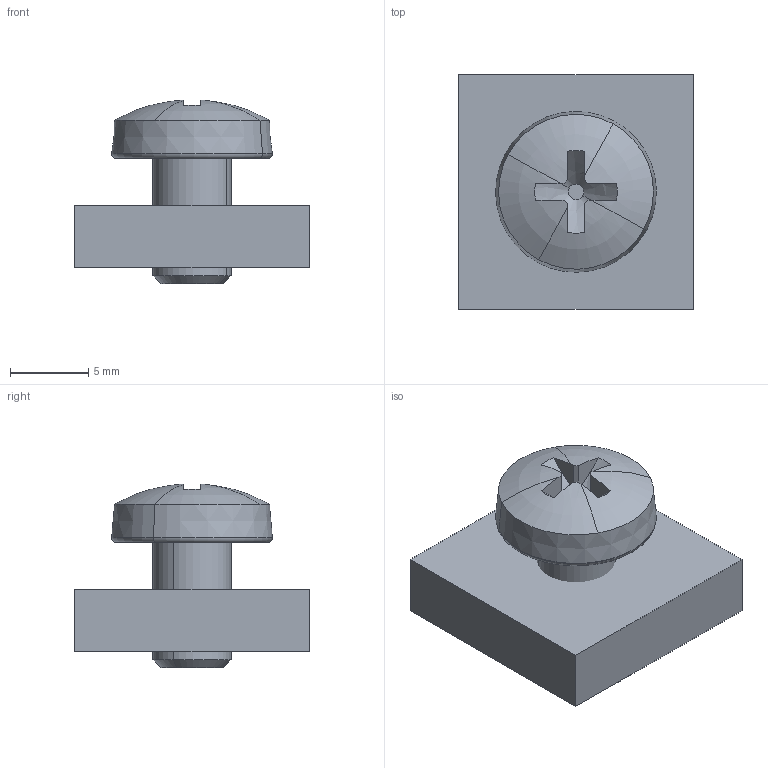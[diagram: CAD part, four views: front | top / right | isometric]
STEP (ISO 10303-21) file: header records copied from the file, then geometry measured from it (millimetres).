
FILE_DESCRIPTION(('CATIA V5 STEP Exchange','CAx-IF Rec.Pracs.--- Model Styling and Organization---1.4--- 2014-01-23'),'2;1');
FILE_NAME ('D1445948_1', '2022-07-07T05:29:37+00:00', ('none'), ('Weidmueller'), 'CATIA Version 5-6 Release 2016 SP3 HF44', 'CATIA V5 STEP AP214', 'none');
FILE_SCHEMA(('AUTOMOTIVE_DESIGN { 1 0 10303 214 1 1 1 1 }'));
Length unit declared in the file: millimetre
Products named in the file (1): 0433500000_FIXINGSET
Bounding box: 15 x 15 x 11.71 mm (x, y, z)
Volume: 1234 mm3; surface area: 1096.3 mm2
Topology: 2 solids, 2 shells, 39 faces, 95 edges, 61 vertices
Faces by surface type: plane 21, cone 6, cylinder 4, torus 4, sphere 4
Entity records: 1306 total; most frequent: CARTESIAN_POINT 400, ORIENTED_EDGE 190, DIRECTION 132, EDGE_CURVE 95, AXIS2_PLACEMENT_3D 68, VERTEX_POINT 61, EDGE_LOOP 42, ADVANCED_FACE 39
